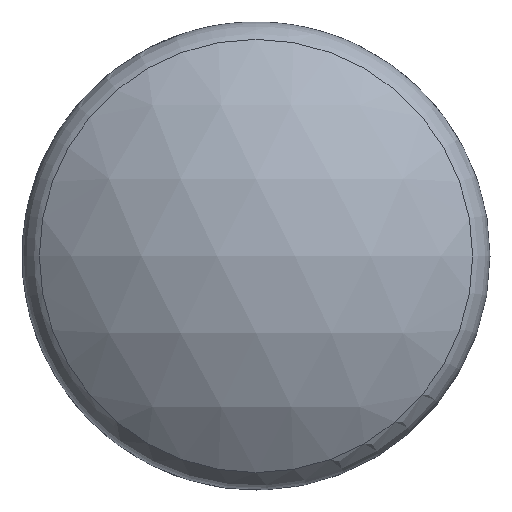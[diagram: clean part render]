
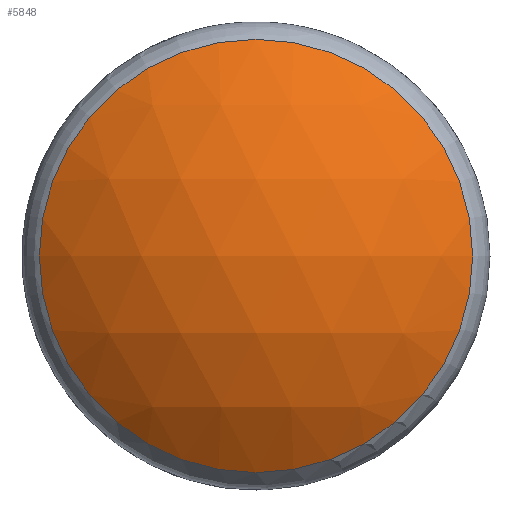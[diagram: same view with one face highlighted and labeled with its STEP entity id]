
A CAD part, left-side view. The second image highlights one B-rep face of the part: STEP entity #5848.
In plain terms, the highlighted spherical face has radius 56.693 mm.
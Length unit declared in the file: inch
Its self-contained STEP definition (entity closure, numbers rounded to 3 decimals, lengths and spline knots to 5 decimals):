
#15=SPHERICAL_SURFACE('',#6196,2.232);
#1428=FACE_OUTER_BOUND('',#1766,.T.);
#1766=EDGE_LOOP('',(#5487,#5488));
#1896=CIRCLE('',#6169,1.38895);
#1897=CIRCLE('',#6170,1.38895);
#2835=VERTEX_POINT('',#13380);
#2836=VERTEX_POINT('',#13382);
#3713=EDGE_CURVE('',#2835,#2836,#1896,.T.);
#3714=EDGE_CURVE('',#2836,#2835,#1897,.T.);
#5487=ORIENTED_EDGE('',*,*,#3714,.F.);
#5488=ORIENTED_EDGE('',*,*,#3713,.F.);
#5848=ADVANCED_FACE('',(#1428),#15,.T.);
#6169=AXIS2_PLACEMENT_3D('',#13383,#7166,#7167);
#6170=AXIS2_PLACEMENT_3D('',#13384,#7168,#7169);
#6196=AXIS2_PLACEMENT_3D('',#13421,#7222,#7223);
#7166=DIRECTION('center_axis',(1.,0.,0.));
#7167=DIRECTION('ref_axis',(0.,-1.,0.));
#7168=DIRECTION('center_axis',(1.,0.,0.));
#7169=DIRECTION('ref_axis',(0.,-1.,0.));
#7222=DIRECTION('center_axis',(0.,0.,1.));
#7223=DIRECTION('ref_axis',(-1.,-0.004,0.));
#13380=CARTESIAN_POINT('',(0.48482,0.,1.38895));
#13382=CARTESIAN_POINT('',(0.48482,1.38895,0.));
#13383=CARTESIAN_POINT('Origin',(0.48482,0.,
0.));
#13384=CARTESIAN_POINT('Origin',(0.48482,0.,
0.));
#13421=CARTESIAN_POINT('Origin',(2.232,0.,0.));
